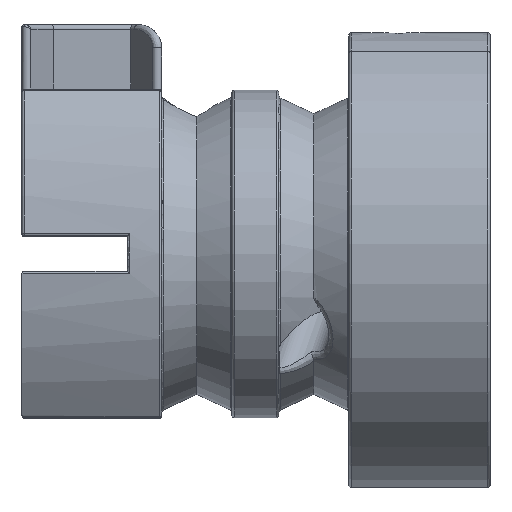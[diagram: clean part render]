
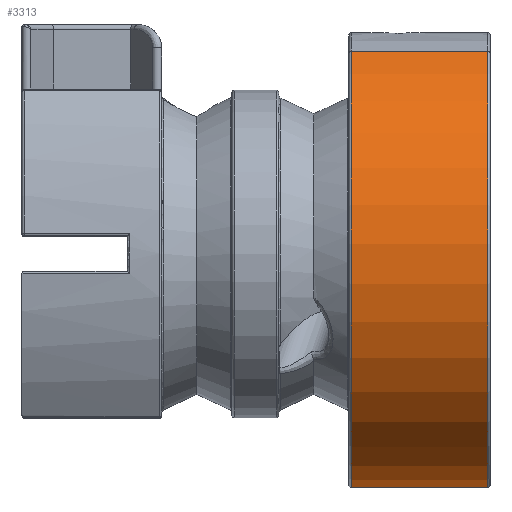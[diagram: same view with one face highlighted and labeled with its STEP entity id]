
A CAD part, top view. The second image highlights one B-rep face of the part: STEP entity #3313.
In plain terms, the highlighted cylindrical face has radius 10 mm (diameter 20 mm), a partial arc.
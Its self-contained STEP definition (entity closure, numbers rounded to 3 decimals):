
#160=LINE('',#5042,#417);
#166=LINE('',#6050,#423);
#417=VECTOR('',#3889,10.);
#423=VECTOR('',#3969,10.);
#680=CYLINDRICAL_SURFACE('',#3562,10.);
#765=FACE_OUTER_BOUND('',#959,.T.);
#959=EDGE_LOOP('',(#2378,#2379,#2380,#2381));
#1232=CIRCLE('',#3552,10.);
#1236=CIRCLE('',#3558,10.);
#1381=VERTEX_POINT('',#5038);
#1383=VERTEX_POINT('',#5041);
#1436=VERTEX_POINT('',#6039);
#1437=VERTEX_POINT('',#6043);
#1711=EDGE_CURVE('',#1381,#1383,#160,.T.);
#1783=EDGE_CURVE('',#1437,#1436,#166,.T.);
#1791=EDGE_CURVE('',#1383,#1437,#1232,.T.);
#1796=EDGE_CURVE('',#1436,#1381,#1236,.T.);
#2378=ORIENTED_EDGE('',*,*,#1796,.F.);
#2379=ORIENTED_EDGE('',*,*,#1783,.F.);
#2380=ORIENTED_EDGE('',*,*,#1791,.F.);
#2381=ORIENTED_EDGE('',*,*,#1711,.F.);
#3313=ADVANCED_FACE('',(#765),#680,.T.);
#3552=AXIS2_PLACEMENT_3D('',#6063,#3987,#3988);
#3558=AXIS2_PLACEMENT_3D('',#6106,#3999,#4000);
#3562=AXIS2_PLACEMENT_3D('',#6160,#4009,#4010);
#3889=DIRECTION('',(1.,0.,0.));
#3969=DIRECTION('',(-1.,0.,0.));
#3987=DIRECTION('center_axis',(1.,0.,0.));
#3988=DIRECTION('ref_axis',(0.,-0.451,0.893));
#3999=DIRECTION('center_axis',(-1.,0.,0.));
#4000=DIRECTION('ref_axis',(0.,-0.451,0.893));
#4009=DIRECTION('center_axis',(1.,0.,0.));
#4010=DIRECTION('ref_axis',(0.,-0.448,0.894));
#5038=CARTESIAN_POINT('',(14.073,8.66,5.));
#5041=CARTESIAN_POINT('',(19.9,8.66,5.));
#5042=CARTESIAN_POINT('',(16.987,8.66,5.));
#6039=CARTESIAN_POINT('',(14.073,-9.191,-3.939));
#6043=CARTESIAN_POINT('',(19.9,-9.191,-3.939));
#6050=CARTESIAN_POINT('',(16.987,-9.191,-3.939));
#6063=CARTESIAN_POINT('Origin',(19.9,0.,0.));
#6106=CARTESIAN_POINT('Origin',(14.073,0.,0.));
#6160=CARTESIAN_POINT('Origin',(16.987,0.,0.));
